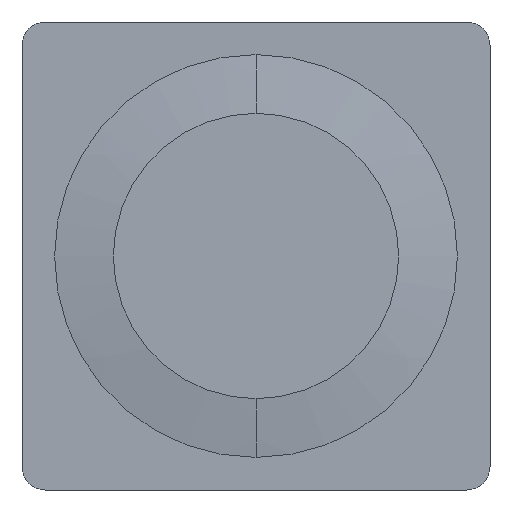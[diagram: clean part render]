
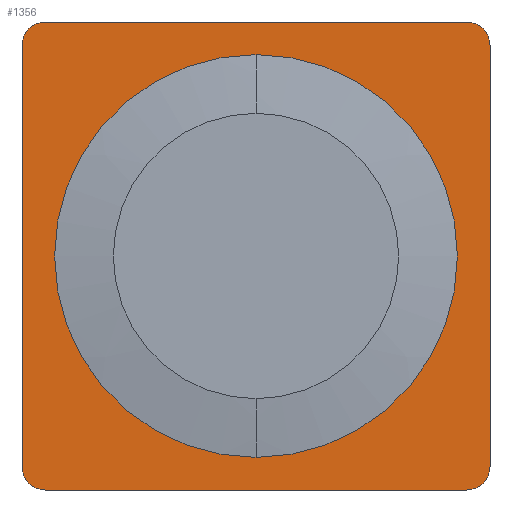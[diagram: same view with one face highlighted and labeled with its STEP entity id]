
A CAD part, left-side view. The second image highlights one B-rep face of the part: STEP entity #1356.
In plain terms, the highlighted planar face has unit normal (-1, 0, 0).
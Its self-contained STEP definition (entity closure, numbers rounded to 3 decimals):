
#1179=CARTESIAN_POINT('POINT29463',(-8.5,
   0.,12.825));
#1180=VERTEX_POINT('VERTEX29463',#1179);
#1188=CARTESIAN_POINT('POINT29464',(-8.5,0.,
   -12.825));
#1189=VERTEX_POINT('VERTEX29464',#1188);
#1190=CARTESIAN_POINT('POS46269',(-8.5,0.,
   0.));
#1191=DIRECTION('DIR69223',(1.,0.,0.));
#1192=DIRECTION('DIR69224',(0.,0.,-1.));
#1193=AXIS2_PLACEMENT_3D('AXIS22955',#1190,#1191,#1192);
#1194=CIRCLE('ELLIPSE10859',#1193,12.825);
#1195=EDGE_CURVE('EDGE44818',#1189,#1180,#1194,.T.);
#1216=EDGE_CURVE('EDGE44820',#1180,#1189,#1194,.T.);
#1277=ORIENTED_EDGE('COEDGE89645',*,*,#1216,.T.);
#1278=ORIENTED_EDGE('COEDGE89646',*,*,#1195,.T.);
#1279=EDGE_LOOP('NONE',(#1277,#1278));
#1280=FACE_BOUND('LOOP1',#1279,.T.);
#1281=CARTESIAN_POINT('POINT29467',(-8.5,13.41,
   14.9));
#1282=VERTEX_POINT('VERTEX29467',#1281);
#1283=CARTESIAN_POINT('POINT29468',(-8.5,-13.41,
   14.9));
#1284=VERTEX_POINT('VERTEX29468',#1283);
#1285=CARTESIAN_POINT('POS46276',(-8.5,-13.41,
   14.9));
#1286=DIRECTION('DIR69235',(0.,-1.,0.));
#1287=VECTOR('VEC23317',#1286,25.4);
#1288=LINE('STRAIGHT23317',#1285,#1287);
#1289=EDGE_CURVE('EDGE44825',#1282,#1284,#1288,.T.);
#1290=ORIENTED_EDGE('COEDGE89647',*,*,#1289,.F.);
#1291=CARTESIAN_POINT('POINT29469',(-8.5,14.9,
   13.41));
#1292=VERTEX_POINT('VERTEX29469',#1291);
#1293=CARTESIAN_POINT('POS46277',(-8.5,13.41,
   13.41));
#1294=DIRECTION('DIR69236',(1.,0.,0.));
#1295=DIRECTION('DIR69237',(0.,
   0.,1.));
#1296=AXIS2_PLACEMENT_3D('AXIS22960',#1293,#1294,#1295);
#1297=CIRCLE('ELLIPSE10862',#1296,1.49);
#1298=EDGE_CURVE('EDGE44826',#1292,#1282,#1297,.T.);
#1299=ORIENTED_EDGE('COEDGE89648',*,*,#1298,.F.);
#1300=CARTESIAN_POINT('POINT29470',(-8.5,14.9,
   -13.41));
#1301=VERTEX_POINT('VERTEX29470',#1300);
#1302=CARTESIAN_POINT('POS46278',(-8.5,14.9,13.41
   ));
#1303=DIRECTION('DIR69238',(0.,
   0.,1.));
#1304=VECTOR('VEC23318',#1303,25.4);
#1305=LINE('STRAIGHT23318',#1302,#1304);
#1306=EDGE_CURVE('EDGE44827',#1301,#1292,#1305,.T.);
#1307=ORIENTED_EDGE('COEDGE89649',*,*,#1306,.F.);
#1308=CARTESIAN_POINT('POINT29471',(-8.5,13.41,
   -14.9));
#1309=VERTEX_POINT('VERTEX29471',#1308);
#1310=CARTESIAN_POINT('POS46279',(-8.5,13.41,
   -13.41));
#1311=DIRECTION('DIR69239',(1.,0.,0.));
#1312=DIRECTION('DIR69240',(0.,1.,0.));
#1313=AXIS2_PLACEMENT_3D('AXIS22961',#1310,#1311,#1312);
#1314=CIRCLE('ELLIPSE10863',#1313,1.49);
#1315=EDGE_CURVE('EDGE44828',#1309,#1301,#1314,.T.);
#1316=ORIENTED_EDGE('COEDGE89650',*,*,#1315,.F.);
#1317=CARTESIAN_POINT('POINT29472',(-8.5,-13.41,
   -14.9));
#1318=VERTEX_POINT('VERTEX29472',#1317);
#1319=CARTESIAN_POINT('POS46280',(-8.5,13.41,
   -14.9));
#1320=DIRECTION('DIR69241',(0.,1.,
   0.));
#1321=VECTOR('VEC23319',#1320,25.4);
#1322=LINE('STRAIGHT23319',#1319,#1321);
#1323=EDGE_CURVE('EDGE44829',#1318,#1309,#1322,.T.);
#1324=ORIENTED_EDGE('COEDGE89651',*,*,#1323,.F.);
#1325=CARTESIAN_POINT('POINT29473',(-8.5,-14.9,
   -13.41));
#1326=VERTEX_POINT('VERTEX29473',#1325);
#1327=CARTESIAN_POINT('POS46281',(-8.5,-13.41,
   -13.41));
#1328=DIRECTION('DIR69242',(1.,0.,0.));
#1329=DIRECTION('DIR69243',(0.,0.,-1.));
#1330=AXIS2_PLACEMENT_3D('AXIS22962',#1327,#1328,#1329);
#1331=CIRCLE('ELLIPSE10864',#1330,1.49);
#1332=EDGE_CURVE('EDGE44830',#1326,#1318,#1331,.T.);
#1333=ORIENTED_EDGE('COEDGE89652',*,*,#1332,.F.);
#1334=CARTESIAN_POINT('POINT29474',(-8.5,-14.9,
   13.41));
#1335=VERTEX_POINT('VERTEX29474',#1334);
#1336=CARTESIAN_POINT('POS46282',(-8.5,-14.9,
   -13.41));
#1337=DIRECTION('DIR69244',(0.,0.,-1.));
#1338=VECTOR('VEC23320',#1337,25.4);
#1339=LINE('STRAIGHT23320',#1336,#1338);
#1340=EDGE_CURVE('EDGE44831',#1335,#1326,#1339,.T.);
#1341=ORIENTED_EDGE('COEDGE89653',*,*,#1340,.F.);
#1342=CARTESIAN_POINT('POS46283',(-8.5,-13.41,
   13.41));
#1343=DIRECTION('DIR69245',(1.,0.,0.));
#1344=DIRECTION('DIR69246',(0.,-1.,0.));
#1345=AXIS2_PLACEMENT_3D('AXIS22963',#1342,#1343,#1344);
#1346=CIRCLE('ELLIPSE10865',#1345,1.49);
#1347=EDGE_CURVE('EDGE44832',#1284,#1335,#1346,.T.);
#1348=ORIENTED_EDGE('COEDGE89654',*,*,#1347,.F.);
#1349=EDGE_LOOP('NONE',(#1290,#1299,#1307,#1316,#1324,#1333,#1341,#1348)
   );
#1350=FACE_BOUND('LOOP1',#1349,.T.);
#1351=CARTESIAN_POINT('POS46284',(-8.5,0.,
   0.));
#1352=DIRECTION('DIR69247',(-1.,0.,0.));
#1353=DIRECTION('DIR69248',(0.,1.,0.));
#1354=AXIS2_PLACEMENT_3D('AXIS22964',#1351,#1352,#1353);
#1355=PLANE('PLANE7738',#1354);
#1356=ADVANCED_FACE('FACE17120',(#1280,#1350),#1355,.T.);
